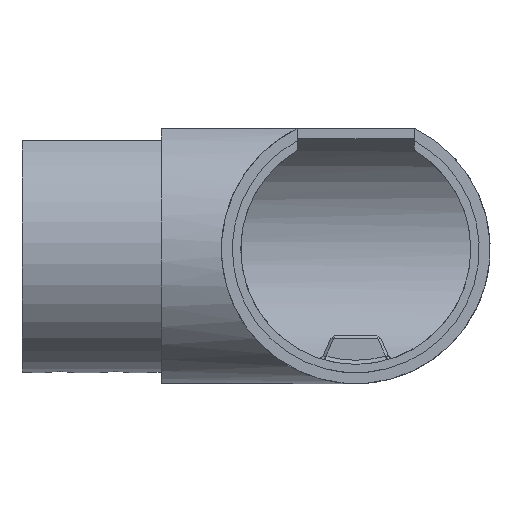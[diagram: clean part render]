
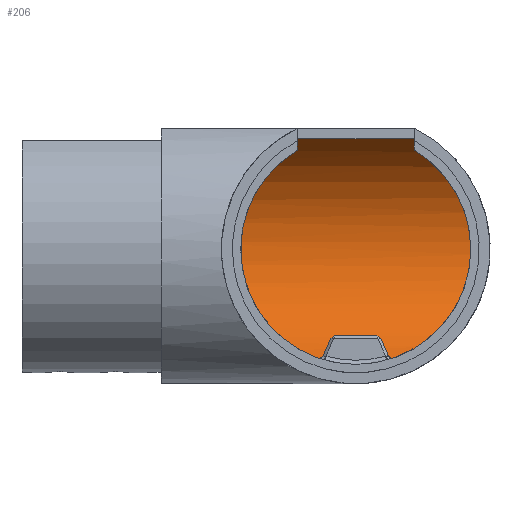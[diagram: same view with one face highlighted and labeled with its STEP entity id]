
A CAD part, front view. The second image highlights one B-rep face of the part: STEP entity #206.
In plain terms, the highlighted cylindrical face has radius 22.5 mm (diameter 45 mm), a partial arc.
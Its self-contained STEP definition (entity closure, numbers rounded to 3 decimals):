
#140=CYLINDRICAL_SURFACE('',#1429,22.5);
#160=CIRCLE('',#1428,22.5);
#186=ELLIPSE('',#1427,31.82,22.5);
#206=ADVANCED_FACE('',(#328),#140,.F.);
#328=FACE_OUTER_BOUND('',#404,.T.);
#404=EDGE_LOOP('',(#506,#507,#508,#509));
#506=ORIENTED_EDGE('',*,*,#1046,.F.);
#507=ORIENTED_EDGE('',*,*,#1038,.F.);
#508=ORIENTED_EDGE('',*,*,#1047,.F.);
#509=ORIENTED_EDGE('',*,*,#1032,.F.);
#904=VERTEX_POINT('',#1850);
#905=VERTEX_POINT('',#1852);
#910=VERTEX_POINT('',#1864);
#911=VERTEX_POINT('',#1865);
#1032=EDGE_CURVE('',#904,#905,#1238,.T.);
#1038=EDGE_CURVE('',#910,#911,#1244,.T.);
#1046=EDGE_CURVE('',#911,#904,#186,.T.);
#1047=EDGE_CURVE('',#905,#910,#160,.T.);
#1238=LINE('',#1851,#1332);
#1244=LINE('',#1863,#1338);
#1332=VECTOR('',#1537,1.);
#1338=VECTOR('',#1545,1.);
#1427=AXIS2_PLACEMENT_3D('',#1880,#1555,#1556);
#1428=AXIS2_PLACEMENT_3D('',#1881,#1557,#1558);
#1429=AXIS2_PLACEMENT_3D('',#1882,#1559,#1560);
#1537=DIRECTION('',(-1.,0.,0.));
#1545=DIRECTION('',(1.,0.,0.));
#1555=DIRECTION('',(-0.707,0.707,0.));
#1556=DIRECTION('',(-0.707,-0.707,0.));
#1557=DIRECTION('',(1.,0.,0.));
#1558=DIRECTION('',(0.,0.,-1.));
#1559=DIRECTION('',(-1.,0.,0.));
#1560=DIRECTION('',(0.,0.,-1.));
#1850=CARTESIAN_POINT('',(34.5,-30.5,19.9));
#1851=CARTESIAN_POINT('',(20.634,-30.5,19.9));
#1852=CARTESIAN_POINT('',(11.5,-30.5,19.9));
#1863=CARTESIAN_POINT('',(20.634,-9.5,19.9));
#1864=CARTESIAN_POINT('',(11.5,-9.5,19.9));
#1865=CARTESIAN_POINT('',(55.5,-9.5,19.9));
#1880=CARTESIAN_POINT('',(45.,-20.,0.));
#1881=CARTESIAN_POINT('',(11.5,-20.,0.));
#1882=CARTESIAN_POINT('',(100.25,-20.,0.));
